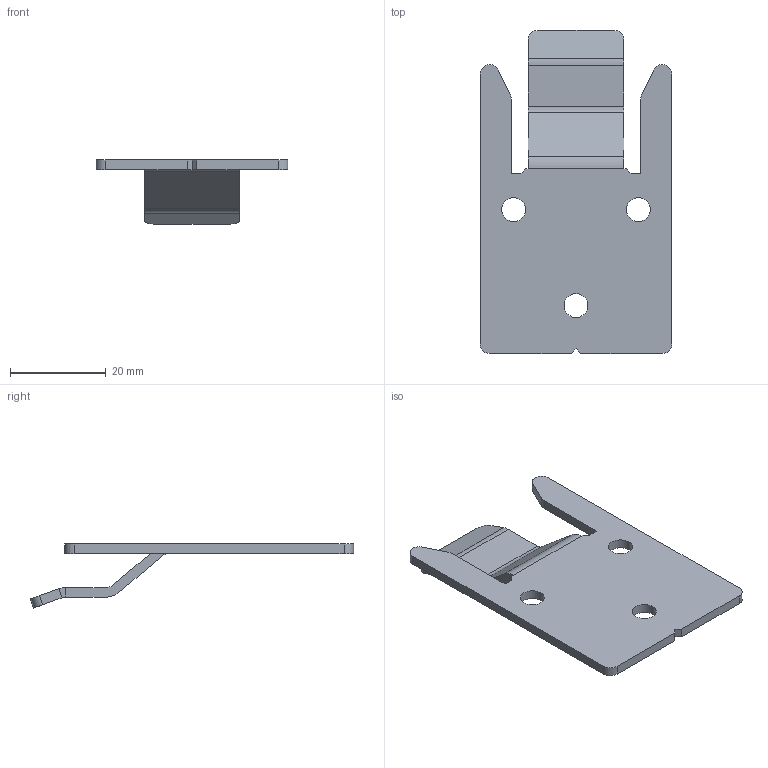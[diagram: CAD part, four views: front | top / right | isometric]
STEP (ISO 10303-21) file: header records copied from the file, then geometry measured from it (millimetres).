
FILE_DESCRIPTION(/* description */ (''),/* implementation_level */ '2;1');
FILE_NAME(/* name */ '66RDP-2.stp',/* time_stamp */ '2021-11-24T16:46:32+01:00',/* author */ ('DOMINIQUE'),/* organization */ (''),/* preprocessor_version */ 'ST-DEVELOPER v18.1',/* originating_system */ 'Autodesk Inventor 2021',/* authorisation */ '');
FILE_SCHEMA (('AUTOMOTIVE_DESIGN { 1 0 10303 214 3 1 1 }'));
Length unit declared in the file: millimetre
Products named in the file (1): 24896
Bounding box: 40 x 67.38 x 13.35 mm (x, y, z)
Volume: 4743.3 mm3; surface area: 5439.2 mm2
Topology: 1 solids, 1 shells, 48 faces, 126 edges, 80 vertices
Faces by surface type: plane 31, cylinder 17
Full cylindrical faces by diameter (mm): 5 x3
Entity records: 1521 total; most frequent: DIRECTION 258, CARTESIAN_POINT 255, ORIENTED_EDGE 252, EDGE_CURVE 126, LINE 92, VECTOR 92, AXIS2_PLACEMENT_3D 83, VERTEX_POINT 80
